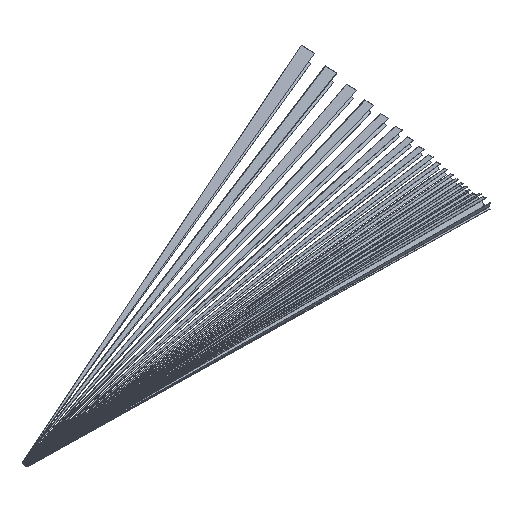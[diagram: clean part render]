
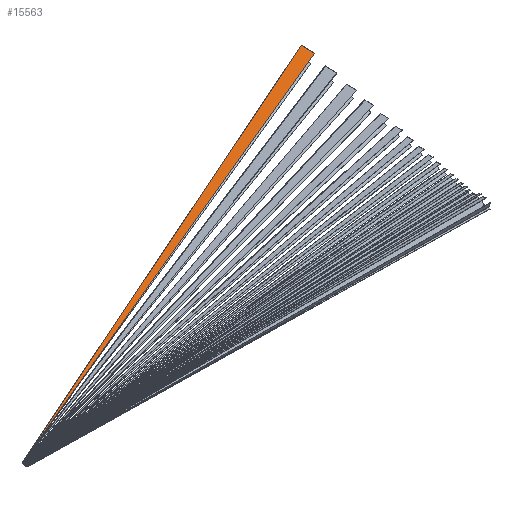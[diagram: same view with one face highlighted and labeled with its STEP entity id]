
A CAD part, isometric view. The second image highlights one B-rep face of the part: STEP entity #15563.
In plain terms, the highlighted planar face has unit normal (-0.079, -0.034, 0.996).
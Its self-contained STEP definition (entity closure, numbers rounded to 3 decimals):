
#14769 = PLANE('',#14770);
#14770 = AXIS2_PLACEMENT_3D('',#14771,#14772,#14773);
#14771 = CARTESIAN_POINT('',(750.,150.,150.));
#14772 = DIRECTION('',(-1.,0.,0.));
#14773 = DIRECTION('',(0.,0.,-1.));
#14796 = PLANE('',#14797);
#14797 = AXIS2_PLACEMENT_3D('',#14798,#14799,#14800);
#14798 = CARTESIAN_POINT('',(385.,150.8,35.535));
#14799 = DIRECTION('',(0.365,-0.931,
    -0.003));
#14800 = DIRECTION('',(-0.931,-0.365,0.));
#14820 = PLANE('',#14821);
#14821 = AXIS2_PLACEMENT_3D('',#14822,#14823,#14824);
#14822 = CARTESIAN_POINT('',(20.,4.,4.));
#14823 = DIRECTION('',(1.,0.,0.));
#14824 = DIRECTION('',(0.,0.,1.));
#15350 = EDGE_CURVE('',#15351,#15353,#15355,.T.);
#15351 = VERTEX_POINT('',#15352);
#15352 = CARTESIAN_POINT('',(20.,7.833,1.997));
#15353 = VERTEX_POINT('',#15354);
#15354 = CARTESIAN_POINT('',(750.,293.767,69.375));
#15355 = SURFACE_CURVE('',#15356,(#15360,#15366),.PCURVE_S1.);
#15356 = LINE('',#15357,#15358);
#15357 = CARTESIAN_POINT('',(20.,7.833,1.997));
#15358 = VECTOR('',#15359,1.);
#15359 = DIRECTION('',(0.928,0.363,0.086)
  );
#15360 = PCURVE('',#14796,#15361);
#15361 = DEFINITIONAL_REPRESENTATION('',(#15362),#15365);
#15362 = B_SPLINE_CURVE_WITH_KNOTS('',1,(#15363,#15364),.UNSPECIFIED.,
  .F.,.F.,(2,2),(0.,786.891),.PIECEWISE_BEZIER_KNOTS.);
#15363 = CARTESIAN_POINT('',(392.001,33.539));
#15364 = CARTESIAN_POINT('',(-392.,-33.84));
#15365 = ( GEOMETRIC_REPRESENTATION_CONTEXT(2) 
PARAMETRIC_REPRESENTATION_CONTEXT() REPRESENTATION_CONTEXT('2D SPACE',''
  ) );
#15366 = PCURVE('',#15367,#15372);
#15367 = PLANE('',#15368);
#15368 = AXIS2_PLACEMENT_3D('',#15369,#15370,#15371);
#15369 = CARTESIAN_POINT('',(389.744,147.176,
    35.935));
#15370 = DIRECTION('',(0.079,0.034,
    -0.996));
#15371 = DIRECTION('',(-0.997,0.,
    -0.079));
#15372 = DEFINITIONAL_REPRESENTATION('',(#15373),#15377);
#15373 = LINE('',#15374,#15375);
#15374 = CARTESIAN_POINT('',(371.268,-139.424));
#15375 = VECTOR('',#15376,1.);
#15376 = DIRECTION('',(-0.932,0.364));
#15377 = ( GEOMETRIC_REPRESENTATION_CONTEXT(2) 
PARAMETRIC_REPRESENTATION_CONTEXT() REPRESENTATION_CONTEXT('2D SPACE',''
  ) );
#15463 = PLANE('',#15464);
#15464 = AXIS2_PLACEMENT_3D('',#15465,#15466,#15467);
#15465 = CARTESIAN_POINT('',(385.,139.919,35.161));
#15466 = DIRECTION('',(-0.342,0.94,0.005
    ));
#15467 = DIRECTION('',(0.94,0.342,0.)
  );
#15498 = EDGE_CURVE('',#15499,#15501,#15503,.T.);
#15499 = VERTEX_POINT('',#15500);
#15500 = CARTESIAN_POINT('',(750.,272.57,68.646));
#15501 = VERTEX_POINT('',#15502);
#15502 = CARTESIAN_POINT('',(20.,7.268,1.977));
#15503 = SURFACE_CURVE('',#15504,(#15508,#15514),.PCURVE_S1.);
#15504 = LINE('',#15505,#15506);
#15505 = CARTESIAN_POINT('',(750.,272.57,68.646));
#15506 = VECTOR('',#15507,1.);
#15507 = DIRECTION('',(-0.936,-0.34,
    -0.086));
#15508 = PCURVE('',#15463,#15509);
#15509 = DEFINITIONAL_REPRESENTATION('',(#15510),#15513);
#15510 = B_SPLINE_CURVE_WITH_KNOTS('',1,(#15511,#15512),.UNSPECIFIED.,
  .F.,.F.,(2,2),(0.,779.57),.PIECEWISE_BEZIER_KNOTS.);
#15511 = CARTESIAN_POINT('',(388.357,-33.485));
#15512 = CARTESIAN_POINT('',(-388.357,33.184));
#15513 = ( GEOMETRIC_REPRESENTATION_CONTEXT(2) 
PARAMETRIC_REPRESENTATION_CONTEXT() REPRESENTATION_CONTEXT('2D SPACE',''
  ) );
#15514 = PCURVE('',#15367,#15515);
#15515 = DEFINITIONAL_REPRESENTATION('',(#15516),#15520);
#15516 = LINE('',#15517,#15518);
#15517 = CARTESIAN_POINT('',(-361.712,125.468));
#15518 = VECTOR('',#15519,1.);
#15519 = DIRECTION('',(0.94,-0.341));
#15520 = ( GEOMETRIC_REPRESENTATION_CONTEXT(2) 
PARAMETRIC_REPRESENTATION_CONTEXT() REPRESENTATION_CONTEXT('2D SPACE',''
  ) );
#15563 = ADVANCED_FACE('',(#15564),#15367,.F.);
#15564 = FACE_BOUND('',#15565,.F.);
#15565 = EDGE_LOOP('',(#15566,#15587,#15588,#15608));
#15566 = ORIENTED_EDGE('',*,*,#15567,.T.);
#15567 = EDGE_CURVE('',#15353,#15499,#15568,.T.);
#15568 = SURFACE_CURVE('',#15569,(#15573,#15580),.PCURVE_S1.);
#15569 = LINE('',#15570,#15571);
#15570 = CARTESIAN_POINT('',(750.,293.767,69.375));
#15571 = VECTOR('',#15572,1.);
#15572 = DIRECTION('',(0.,-0.999,-0.034));
#15573 = PCURVE('',#15367,#15574);
#15574 = DEFINITIONAL_REPRESENTATION('',(#15575),#15579);
#15575 = LINE('',#15576,#15577);
#15576 = CARTESIAN_POINT('',(-361.77,146.677));
#15577 = VECTOR('',#15578,1.);
#15578 = DIRECTION('',(0.003,-1.));
#15579 = ( GEOMETRIC_REPRESENTATION_CONTEXT(2) 
PARAMETRIC_REPRESENTATION_CONTEXT() REPRESENTATION_CONTEXT('2D SPACE',''
  ) );
#15580 = PCURVE('',#14769,#15581);
#15581 = DEFINITIONAL_REPRESENTATION('',(#15582),#15586);
#15582 = LINE('',#15583,#15584);
#15583 = CARTESIAN_POINT('',(80.625,-143.767));
#15584 = VECTOR('',#15585,1.);
#15585 = DIRECTION('',(0.034,0.999));
#15586 = ( GEOMETRIC_REPRESENTATION_CONTEXT(2) 
PARAMETRIC_REPRESENTATION_CONTEXT() REPRESENTATION_CONTEXT('2D SPACE',''
  ) );
#15587 = ORIENTED_EDGE('',*,*,#15498,.T.);
#15588 = ORIENTED_EDGE('',*,*,#15589,.F.);
#15589 = EDGE_CURVE('',#15351,#15501,#15590,.T.);
#15590 = SURFACE_CURVE('',#15591,(#15595,#15601),.PCURVE_S1.);
#15591 = LINE('',#15592,#15593);
#15592 = CARTESIAN_POINT('',(20.,7.833,1.997));
#15593 = VECTOR('',#15594,1.);
#15594 = DIRECTION('',(0.,-0.999,-0.034));
#15595 = PCURVE('',#15367,#15596);
#15596 = DEFINITIONAL_REPRESENTATION('',(#15597),#15600);
#15597 = B_SPLINE_CURVE_WITH_KNOTS('',1,(#15598,#15599),.UNSPECIFIED.,
  .F.,.F.,(2,2),(0.,0.566),.PIECEWISE_BEZIER_KNOTS.);
#15598 = CARTESIAN_POINT('',(371.268,-139.424));
#15599 = CARTESIAN_POINT('',(371.269,-139.99));
#15600 = ( GEOMETRIC_REPRESENTATION_CONTEXT(2) 
PARAMETRIC_REPRESENTATION_CONTEXT() REPRESENTATION_CONTEXT('2D SPACE',''
  ) );
#15601 = PCURVE('',#14820,#15602);
#15602 = DEFINITIONAL_REPRESENTATION('',(#15603),#15607);
#15603 = LINE('',#15604,#15605);
#15604 = CARTESIAN_POINT('',(-2.003,-3.833));
#15605 = VECTOR('',#15606,1.);
#15606 = DIRECTION('',(-0.034,0.999));
#15607 = ( GEOMETRIC_REPRESENTATION_CONTEXT(2) 
PARAMETRIC_REPRESENTATION_CONTEXT() REPRESENTATION_CONTEXT('2D SPACE',''
  ) );
#15608 = ORIENTED_EDGE('',*,*,#15350,.T.);
